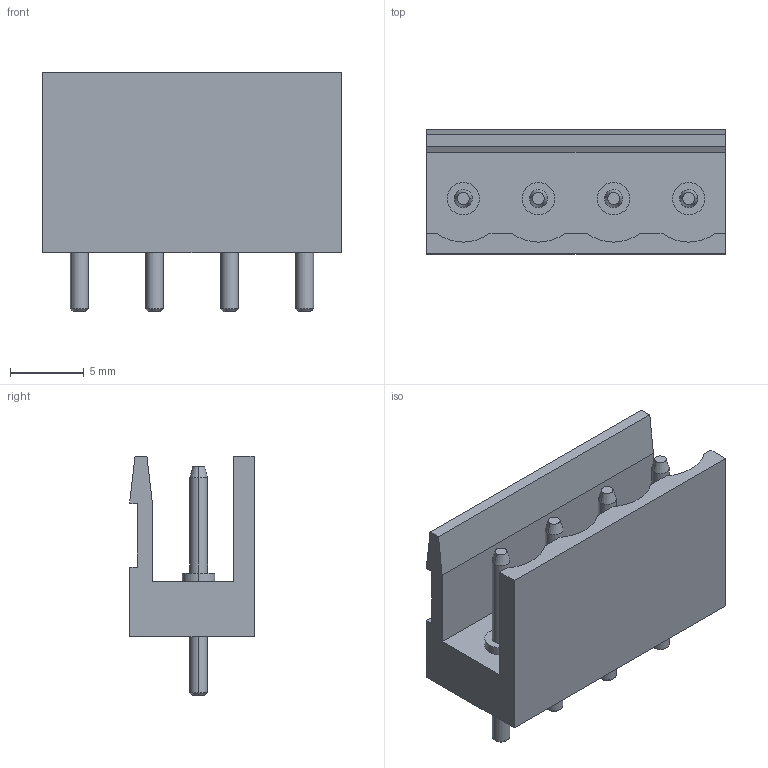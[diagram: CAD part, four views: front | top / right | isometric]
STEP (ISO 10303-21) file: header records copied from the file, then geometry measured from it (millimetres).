
FILE_DESCRIPTION (( 'STEP AP214' ), '1' );
FILE_NAME ('OmnimateSL_1x04.STEP', '2019-08-22T11:18:32', ( '' ), ( '' ), 'SwSTEP 2.0', 'SolidWorks 2018', '' );
FILE_SCHEMA (( 'AUTOMOTIVE_DESIGN' ));
Length unit declared in the file: millimetre
Products named in the file (1): OmnimateSL_1x04
Bounding box: 20.2 x 8.4 x 16.2 mm (x, y, z)
Volume: 1069.6 mm3; surface area: 1475.9 mm2
Topology: 1 solids, 1 shells, 76 faces, 170 edges, 108 vertices
Faces by surface type: plane 32, cylinder 28, cone 16
Entity records: 2988 total; most frequent: DIRECTION 396, CARTESIAN_POINT 355, ORIENTED_EDGE 340, EDGE_CURVE 170, AXIS2_PLACEMENT_3D 149, VERTEX_POINT 108, LINE 98, VECTOR 98
